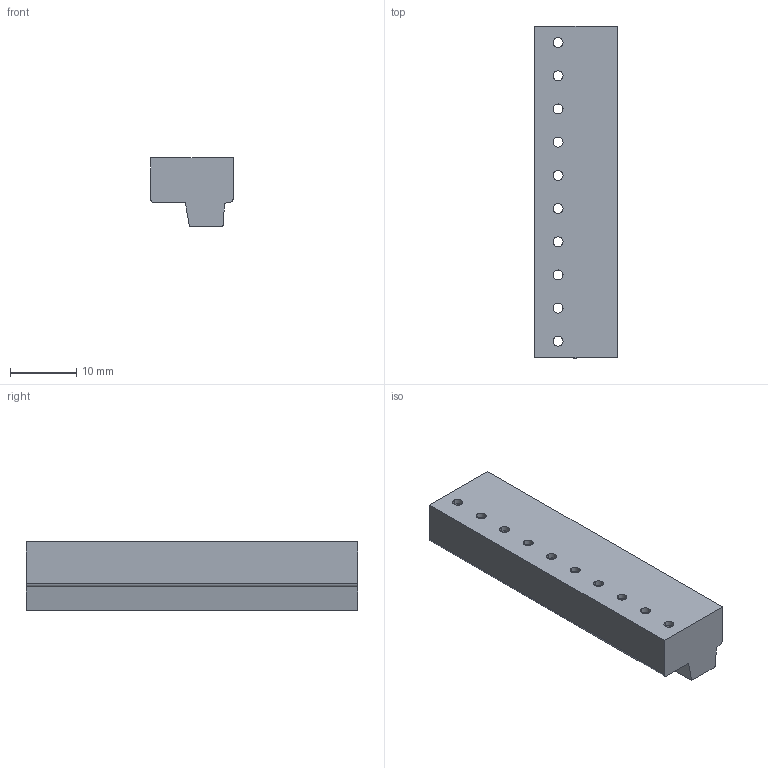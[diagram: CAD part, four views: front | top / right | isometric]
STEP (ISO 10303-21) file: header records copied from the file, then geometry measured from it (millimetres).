
FILE_DESCRIPTION((''),'2;1');
FILE_NAME('TL222T-XXP','2024-12-09T08:48:29',('sheji'),(''),'CREO PARAMETRIC BY PTC INC, 2018100','CREO PARAMETRIC BY PTC INC, 2018100','');
FILE_SCHEMA(('CONFIG_CONTROL_DESIGN'));
Length unit declared in the file: millimetre
Products named in the file (1): TL222T-XXP
Bounding box: 12.4 x 50 x 10.3 mm (x, y, z)
Volume: 4363.2 mm3; surface area: 3747.2 mm2
Topology: 1 solids, 1 shells, 554 faces, 1476 edges, 964 vertices
Faces by surface type: plane 460, cylinder 94
Entity records: 17086 total; most frequent: CARTESIAN_POINT 2994, ORIENTED_EDGE 2952, DIRECTION 2812, EDGE_CURVE 1476, VECTOR 1248, LINE 1248, VERTEX_POINT 964, AXIS2_PLACEMENT_3D 782
